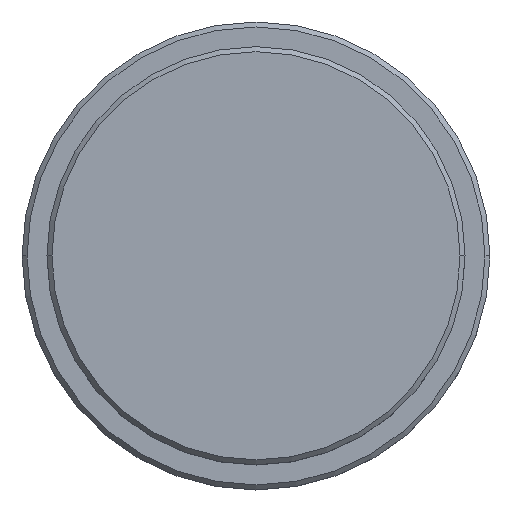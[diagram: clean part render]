
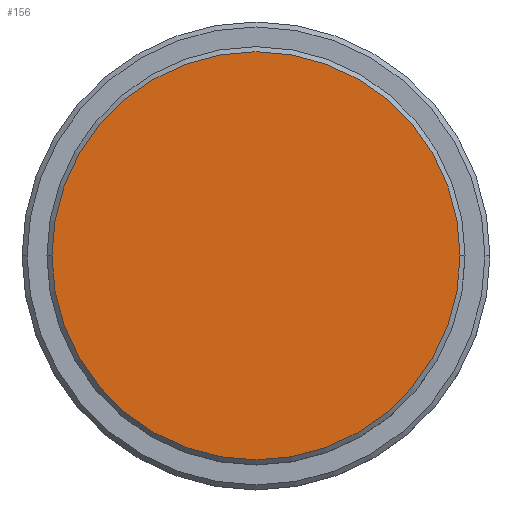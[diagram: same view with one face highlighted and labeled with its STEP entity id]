
A CAD part, top view. The second image highlights one B-rep face of the part: STEP entity #156.
In plain terms, the highlighted planar face has unit normal (0, 0, 1).
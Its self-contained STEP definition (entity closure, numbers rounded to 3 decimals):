
#26 = DIRECTION ( 'NONE',  ( 1., 0., 0. ) ) ;
#53 = EDGE_LOOP ( 'NONE', ( #846, #429 ) ) ;
#112 = EDGE_CURVE ( 'NONE', #1318, #282, #1346, .T. ) ;
#123 = CARTESIAN_POINT ( 'NONE',  ( 0., 0., 0. ) ) ;
#124 = AXIS2_PLACEMENT_3D ( 'NONE', #367, #389, #1250 ) ;
#156 = ADVANCED_FACE ( 'NONE', ( #500 ), #1255, .T. ) ;
#195 = DIRECTION ( 'NONE',  ( 0., 0., 1. ) ) ;
#282 = VERTEX_POINT ( 'NONE', #292 ) ;
#284 = AXIS2_PLACEMENT_3D ( 'NONE', #123, #562, #26 ) ;
#285 = CIRCLE ( 'NONE', #1083, 20.5 ) ;
#292 = CARTESIAN_POINT ( 'NONE',  ( 20.5, 0., 0. ) ) ;
#366 = EDGE_CURVE ( 'NONE', #282, #1318, #285, .T. ) ;
#367 = CARTESIAN_POINT ( 'NONE',  ( 0., 0., 0. ) ) ;
#389 = DIRECTION ( 'NONE',  ( 0., 0., 1. ) ) ;
#423 = DIRECTION ( 'NONE',  ( 1., 0., 0. ) ) ;
#429 = ORIENTED_EDGE ( 'NONE', *, *, #366, .T. ) ;
#463 = CARTESIAN_POINT ( 'NONE',  ( -20.5, 0., 0. ) ) ;
#500 = FACE_OUTER_BOUND ( 'NONE', #53, .T. ) ;
#562 = DIRECTION ( 'NONE',  ( 0., 0., 1. ) ) ;
#846 = ORIENTED_EDGE ( 'NONE', *, *, #112, .T. ) ;
#1083 = AXIS2_PLACEMENT_3D ( 'NONE', #1407, #195, #423 ) ;
#1250 = DIRECTION ( 'NONE',  ( 1., 0., 0. ) ) ;
#1255 = PLANE ( 'NONE',  #124 ) ;
#1318 = VERTEX_POINT ( 'NONE', #463 ) ;
#1346 = CIRCLE ( 'NONE', #284, 20.5 ) ;
#1407 = CARTESIAN_POINT ( 'NONE',  ( 0., 0., 0. ) ) ;
